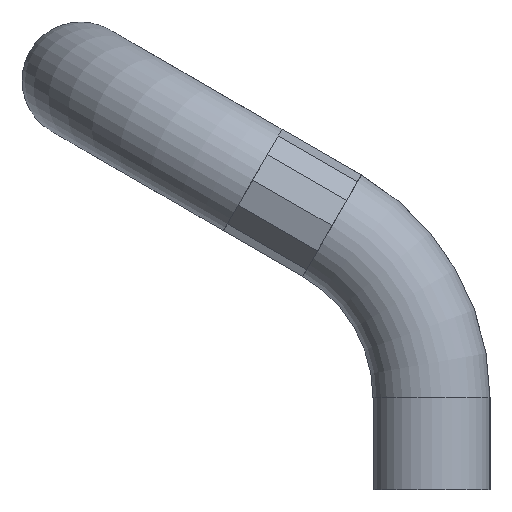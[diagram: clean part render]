
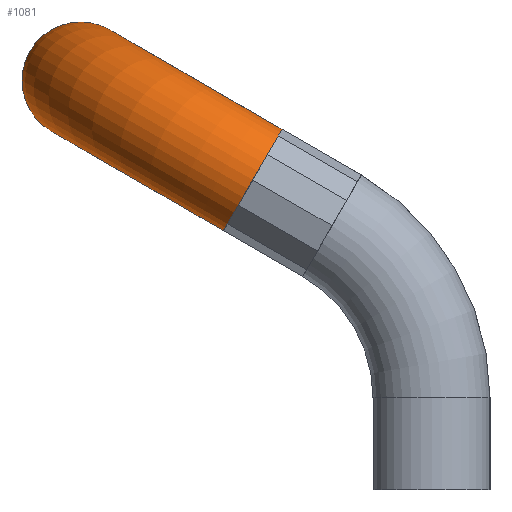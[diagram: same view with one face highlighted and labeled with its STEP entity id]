
A CAD part, left-side view. The second image highlights one B-rep face of the part: STEP entity #1081.
In plain terms, the highlighted toroidal (fillet/blend) face has major radius 17 mm and minor radius 5 mm.
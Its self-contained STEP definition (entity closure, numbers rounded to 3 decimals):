
#270=TOROIDAL_SURFACE($,#1191,17.,5.);
#285=FACE_BOUND($,#413,.T.);
#325=FACE_OUTER_BOUND($,#412,.T.);
#412=EDGE_LOOP($,(#852,#853,#854,#855,#856,#857,#858,#859,#860,#861,#862,
#863));
#413=EDGE_LOOP($,(#864,#865));
#485=CIRCLE($,#1189,5.);
#486=CIRCLE($,#1190,5.);
#487=CIRCLE($,#1192,5.);
#488=CIRCLE($,#1193,5.);
#489=CIRCLE($,#1194,5.);
#490=CIRCLE($,#1195,5.);
#491=CIRCLE($,#1196,5.);
#492=CIRCLE($,#1197,5.);
#493=CIRCLE($,#1198,5.);
#494=CIRCLE($,#1199,5.);
#495=CIRCLE($,#1200,5.);
#496=CIRCLE($,#1201,5.);
#497=CIRCLE($,#1202,5.);
#498=CIRCLE($,#1203,5.);
#553=VERTEX_POINT($,#1758);
#554=VERTEX_POINT($,#1759);
#555=VERTEX_POINT($,#1763);
#556=VERTEX_POINT($,#1764);
#557=VERTEX_POINT($,#1766);
#558=VERTEX_POINT($,#1768);
#559=VERTEX_POINT($,#1770);
#560=VERTEX_POINT($,#1772);
#561=VERTEX_POINT($,#1774);
#562=VERTEX_POINT($,#1776);
#563=VERTEX_POINT($,#1778);
#564=VERTEX_POINT($,#1780);
#565=VERTEX_POINT($,#1782);
#566=VERTEX_POINT($,#1784);
#662=EDGE_CURVE($,#553,#554,#485,.T.);
#663=EDGE_CURVE($,#554,#553,#486,.T.);
#664=EDGE_CURVE($,#555,#556,#487,.T.);
#665=EDGE_CURVE($,#556,#557,#488,.T.);
#666=EDGE_CURVE($,#557,#558,#489,.T.);
#667=EDGE_CURVE($,#558,#559,#490,.T.);
#668=EDGE_CURVE($,#559,#560,#491,.T.);
#669=EDGE_CURVE($,#560,#561,#492,.T.);
#670=EDGE_CURVE($,#561,#562,#493,.T.);
#671=EDGE_CURVE($,#562,#563,#494,.T.);
#672=EDGE_CURVE($,#563,#564,#495,.T.);
#673=EDGE_CURVE($,#564,#565,#496,.T.);
#674=EDGE_CURVE($,#565,#566,#497,.T.);
#675=EDGE_CURVE($,#566,#555,#498,.T.);
#852=ORIENTED_EDGE($,*,*,#664,.T.);
#853=ORIENTED_EDGE($,*,*,#665,.T.);
#854=ORIENTED_EDGE($,*,*,#666,.T.);
#855=ORIENTED_EDGE($,*,*,#667,.T.);
#856=ORIENTED_EDGE($,*,*,#668,.T.);
#857=ORIENTED_EDGE($,*,*,#669,.T.);
#858=ORIENTED_EDGE($,*,*,#670,.T.);
#859=ORIENTED_EDGE($,*,*,#671,.T.);
#860=ORIENTED_EDGE($,*,*,#672,.T.);
#861=ORIENTED_EDGE($,*,*,#673,.T.);
#862=ORIENTED_EDGE($,*,*,#674,.T.);
#863=ORIENTED_EDGE($,*,*,#675,.T.);
#864=ORIENTED_EDGE($,*,*,#662,.F.);
#865=ORIENTED_EDGE($,*,*,#663,.F.);
#1081=ADVANCED_FACE($,(#325,#285),#270,.T.);
#1189=AXIS2_PLACEMENT_3D($,#1760,#1406,#1407);
#1190=AXIS2_PLACEMENT_3D($,#1761,#1408,#1409);
#1191=AXIS2_PLACEMENT_3D($,#1762,#1410,#1411);
#1192=AXIS2_PLACEMENT_3D($,#1765,#1412,#1413);
#1193=AXIS2_PLACEMENT_3D($,#1767,#1414,#1415);
#1194=AXIS2_PLACEMENT_3D($,#1769,#1416,#1417);
#1195=AXIS2_PLACEMENT_3D($,#1771,#1418,#1419);
#1196=AXIS2_PLACEMENT_3D($,#1773,#1420,#1421);
#1197=AXIS2_PLACEMENT_3D($,#1775,#1422,#1423);
#1198=AXIS2_PLACEMENT_3D($,#1777,#1424,#1425);
#1199=AXIS2_PLACEMENT_3D($,#1779,#1426,#1427);
#1200=AXIS2_PLACEMENT_3D($,#1781,#1428,#1429);
#1201=AXIS2_PLACEMENT_3D($,#1783,#1430,#1431);
#1202=AXIS2_PLACEMENT_3D($,#1785,#1432,#1433);
#1203=AXIS2_PLACEMENT_3D($,#1786,#1434,#1435);
#1406=DIRECTION('center_axis',(1.,0.,0.));
#1407=DIRECTION('ref_axis',(0.,1.,0.));
#1408=DIRECTION('center_axis',(1.,0.,0.));
#1409=DIRECTION('ref_axis',(0.,1.,0.));
#1410=DIRECTION('center_axis',(0.,-0.5,0.866));
#1411=DIRECTION('ref_axis',(1.,0.,0.));
#1412=DIRECTION('center_axis',(0.,0.866,
0.5));
#1413=DIRECTION('ref_axis',(-0.866,0.25,-0.433));
#1414=DIRECTION('center_axis',(0.,0.866,
0.5));
#1415=DIRECTION('ref_axis',(-0.866,0.25,-0.433));
#1416=DIRECTION('center_axis',(0.,0.866,
0.5));
#1417=DIRECTION('ref_axis',(-0.866,0.25,-0.433));
#1418=DIRECTION('center_axis',(0.,0.866,
0.5));
#1419=DIRECTION('ref_axis',(-0.866,0.25,-0.433));
#1420=DIRECTION('center_axis',(0.,0.866,
0.5));
#1421=DIRECTION('ref_axis',(-0.866,0.25,-0.433));
#1422=DIRECTION('center_axis',(0.,0.866,
0.5));
#1423=DIRECTION('ref_axis',(-0.866,0.25,-0.433));
#1424=DIRECTION('center_axis',(0.,0.866,
0.5));
#1425=DIRECTION('ref_axis',(-0.866,0.25,-0.433));
#1426=DIRECTION('center_axis',(0.,0.866,
0.5));
#1427=DIRECTION('ref_axis',(-0.866,0.25,-0.433));
#1428=DIRECTION('center_axis',(0.,0.866,
0.5));
#1429=DIRECTION('ref_axis',(-0.866,0.25,-0.433));
#1430=DIRECTION('center_axis',(0.,0.866,
0.5));
#1431=DIRECTION('ref_axis',(-0.866,0.25,-0.433));
#1432=DIRECTION('center_axis',(0.,0.866,
0.5));
#1433=DIRECTION('ref_axis',(-0.866,0.25,-0.433));
#1434=DIRECTION('center_axis',(0.,0.866,
0.5));
#1435=DIRECTION('ref_axis',(-0.866,0.25,-0.433));
#1758=CARTESIAN_POINT('',(17.,82.5,30.67));
#1759=CARTESIAN_POINT('',(17.,77.5,39.33));
#1760=CARTESIAN_POINT('Origin',(17.,80.,35.));
#1761=CARTESIAN_POINT('Origin',(17.,80.,35.));
#1762=CARTESIAN_POINT('Origin',(17.,65.278,26.5));
#1763=CARTESIAN_POINT('',(-4.33,66.528,24.335));
#1764=CARTESIAN_POINT('',(-5.,65.278,26.5));
#1765=CARTESIAN_POINT('Origin',(0.,65.278,26.5));
#1766=CARTESIAN_POINT('',(-4.33,64.028,28.665));
#1767=CARTESIAN_POINT('Origin',(0.,65.278,26.5));
#1768=CARTESIAN_POINT('',(-2.5,63.113,30.25));
#1769=CARTESIAN_POINT('Origin',(0.,65.278,26.5));
#1770=CARTESIAN_POINT('',(0.,62.778,30.83));
#1771=CARTESIAN_POINT('Origin',(0.,65.278,26.5));
#1772=CARTESIAN_POINT('',(2.5,63.113,30.25));
#1773=CARTESIAN_POINT('Origin',(0.,65.278,26.5));
#1774=CARTESIAN_POINT('',(4.33,64.028,28.665));
#1775=CARTESIAN_POINT('Origin',(0.,65.278,26.5));
#1776=CARTESIAN_POINT('',(5.,65.278,26.5));
#1777=CARTESIAN_POINT('Origin',(0.,65.278,26.5));
#1778=CARTESIAN_POINT('',(4.33,66.528,24.335));
#1779=CARTESIAN_POINT('Origin',(0.,65.278,26.5));
#1780=CARTESIAN_POINT('',(2.5,67.443,22.75));
#1781=CARTESIAN_POINT('Origin',(0.,65.278,26.5));
#1782=CARTESIAN_POINT('',(0.,67.778,22.17));
#1783=CARTESIAN_POINT('Origin',(0.,65.278,26.5));
#1784=CARTESIAN_POINT('',(-2.5,67.443,22.75));
#1785=CARTESIAN_POINT('Origin',(0.,65.278,26.5));
#1786=CARTESIAN_POINT('Origin',(0.,65.278,26.5));
